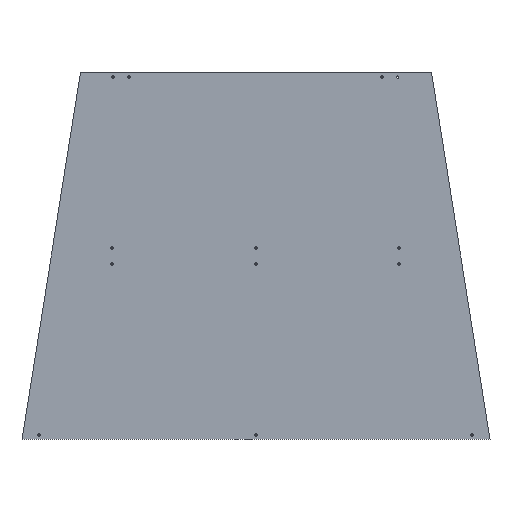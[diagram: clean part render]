
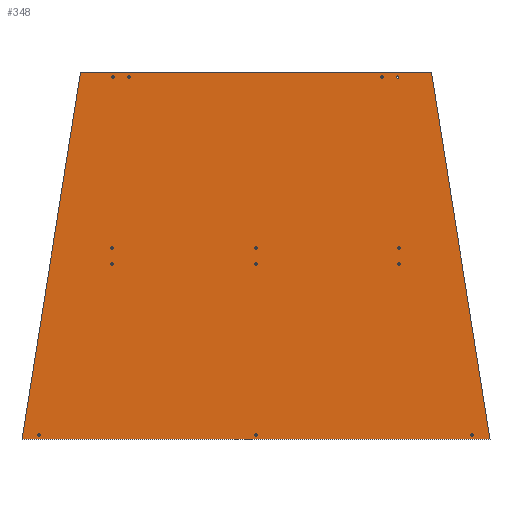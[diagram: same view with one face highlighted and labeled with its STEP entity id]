
A CAD part, left-side view. The second image highlights one B-rep face of the part: STEP entity #348.
In plain terms, the highlighted planar face has unit normal (-1, 0, 0).
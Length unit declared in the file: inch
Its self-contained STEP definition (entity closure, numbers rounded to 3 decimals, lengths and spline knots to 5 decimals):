
#28=FACE_BOUND('',#113,.T.);
#29=FACE_BOUND('',#114,.T.);
#30=FACE_BOUND('',#115,.T.);
#31=FACE_BOUND('',#116,.T.);
#32=FACE_BOUND('',#117,.T.);
#33=FACE_BOUND('',#118,.T.);
#34=FACE_BOUND('',#119,.T.);
#35=FACE_BOUND('',#120,.T.);
#36=FACE_BOUND('',#121,.T.);
#37=FACE_BOUND('',#122,.T.);
#38=FACE_BOUND('',#123,.T.);
#39=FACE_BOUND('',#124,.T.);
#40=FACE_BOUND('',#125,.T.);
#67=CIRCLE('',#376,0.1325);
#68=CIRCLE('',#377,0.1325);
#69=CIRCLE('',#378,0.1325);
#70=CIRCLE('',#379,0.1325);
#71=CIRCLE('',#380,0.1325);
#72=CIRCLE('',#381,0.1325);
#73=CIRCLE('',#382,0.1325);
#74=CIRCLE('',#383,0.1325);
#75=CIRCLE('',#384,0.1325);
#76=CIRCLE('',#385,0.1325);
#77=CIRCLE('',#386,0.1325);
#78=CIRCLE('',#387,0.1325);
#79=CIRCLE('',#388,0.1325);
#93=FACE_OUTER_BOUND('',#112,.T.);
#112=EDGE_LOOP('',(#266,#267,#268,#269));
#113=EDGE_LOOP('',(#270));
#114=EDGE_LOOP('',(#271));
#115=EDGE_LOOP('',(#272));
#116=EDGE_LOOP('',(#273));
#117=EDGE_LOOP('',(#274));
#118=EDGE_LOOP('',(#275));
#119=EDGE_LOOP('',(#276));
#120=EDGE_LOOP('',(#277));
#121=EDGE_LOOP('',(#278));
#122=EDGE_LOOP('',(#279));
#123=EDGE_LOOP('',(#280));
#124=EDGE_LOOP('',(#281));
#125=EDGE_LOOP('',(#282));
#170=LINE('',#528,#182);
#171=LINE('',#530,#183);
#172=LINE('',#532,#184);
#173=LINE('',#533,#185);
#182=VECTOR('',#424,41.26515);
#183=VECTOR('',#425,52.);
#184=VECTOR('',#426,41.26515);
#185=VECTOR('',#427,39.);
#194=VERTEX_POINT('',#526);
#195=VERTEX_POINT('',#527);
#196=VERTEX_POINT('',#529);
#197=VERTEX_POINT('',#531);
#198=VERTEX_POINT('',#534);
#199=VERTEX_POINT('',#536);
#200=VERTEX_POINT('',#538);
#201=VERTEX_POINT('',#540);
#202=VERTEX_POINT('',#542);
#203=VERTEX_POINT('',#544);
#204=VERTEX_POINT('',#546);
#205=VERTEX_POINT('',#548);
#206=VERTEX_POINT('',#550);
#207=VERTEX_POINT('',#552);
#208=VERTEX_POINT('',#554);
#209=VERTEX_POINT('',#556);
#210=VERTEX_POINT('',#558);
#228=EDGE_CURVE('',#194,#195,#170,.T.);
#229=EDGE_CURVE('',#194,#196,#171,.T.);
#230=EDGE_CURVE('',#197,#196,#172,.T.);
#231=EDGE_CURVE('',#197,#195,#173,.T.);
#232=EDGE_CURVE('',#198,#198,#67,.T.);
#233=EDGE_CURVE('',#199,#199,#68,.T.);
#234=EDGE_CURVE('',#200,#200,#69,.T.);
#235=EDGE_CURVE('',#201,#201,#70,.T.);
#236=EDGE_CURVE('',#202,#202,#71,.T.);
#237=EDGE_CURVE('',#203,#203,#72,.T.);
#238=EDGE_CURVE('',#204,#204,#73,.T.);
#239=EDGE_CURVE('',#205,#205,#74,.T.);
#240=EDGE_CURVE('',#206,#206,#75,.T.);
#241=EDGE_CURVE('',#207,#207,#76,.T.);
#242=EDGE_CURVE('',#208,#208,#77,.T.);
#243=EDGE_CURVE('',#209,#209,#78,.T.);
#244=EDGE_CURVE('',#210,#210,#79,.T.);
#266=ORIENTED_EDGE('',*,*,#228,.F.);
#267=ORIENTED_EDGE('',*,*,#229,.T.);
#268=ORIENTED_EDGE('',*,*,#230,.F.);
#269=ORIENTED_EDGE('',*,*,#231,.T.);
#270=ORIENTED_EDGE('',*,*,#232,.F.);
#271=ORIENTED_EDGE('',*,*,#233,.F.);
#272=ORIENTED_EDGE('',*,*,#234,.F.);
#273=ORIENTED_EDGE('',*,*,#235,.F.);
#274=ORIENTED_EDGE('',*,*,#236,.F.);
#275=ORIENTED_EDGE('',*,*,#237,.F.);
#276=ORIENTED_EDGE('',*,*,#238,.F.);
#277=ORIENTED_EDGE('',*,*,#239,.F.);
#278=ORIENTED_EDGE('',*,*,#240,.F.);
#279=ORIENTED_EDGE('',*,*,#241,.F.);
#280=ORIENTED_EDGE('',*,*,#242,.F.);
#281=ORIENTED_EDGE('',*,*,#243,.F.);
#282=ORIENTED_EDGE('',*,*,#244,.F.);
#342=PLANE('',#375);
#348=ADVANCED_FACE('',(#93,#28,#29,#30,#31,#32,#33,#34,#35,#36,#37,#38,
#39,#40),#342,.F.);
#375=AXIS2_PLACEMENT_3D('',#525,#422,#423);
#376=AXIS2_PLACEMENT_3D('',#535,#428,#429);
#377=AXIS2_PLACEMENT_3D('',#537,#430,#431);
#378=AXIS2_PLACEMENT_3D('',#539,#432,#433);
#379=AXIS2_PLACEMENT_3D('',#541,#434,#435);
#380=AXIS2_PLACEMENT_3D('',#543,#436,#437);
#381=AXIS2_PLACEMENT_3D('',#545,#438,#439);
#382=AXIS2_PLACEMENT_3D('',#547,#440,#441);
#383=AXIS2_PLACEMENT_3D('',#549,#442,#443);
#384=AXIS2_PLACEMENT_3D('',#551,#444,#445);
#385=AXIS2_PLACEMENT_3D('',#553,#446,#447);
#386=AXIS2_PLACEMENT_3D('',#555,#448,#449);
#387=AXIS2_PLACEMENT_3D('',#557,#450,#451);
#388=AXIS2_PLACEMENT_3D('',#559,#452,#453);
#422=DIRECTION('center_axis',(1.,0.,0.));
#423=DIRECTION('ref_axis',(0.,-1.,0.));
#424=DIRECTION('',(0.,-0.158,0.988));
#425=DIRECTION('',(0.,-1.,0.));
#426=DIRECTION('',(0.,-0.158,-0.988));
#427=DIRECTION('',(0.,1.,0.));
#428=DIRECTION('center_axis',(-1.,0.,0.));
#429=DIRECTION('ref_axis',(0.,1.,0.));
#430=DIRECTION('center_axis',(-1.,0.,0.));
#431=DIRECTION('ref_axis',(0.,1.,0.));
#432=DIRECTION('center_axis',(-1.,0.,0.));
#433=DIRECTION('ref_axis',(0.,1.,0.));
#434=DIRECTION('center_axis',(-1.,0.,0.));
#435=DIRECTION('ref_axis',(0.,1.,0.));
#436=DIRECTION('center_axis',(-1.,0.,0.));
#437=DIRECTION('ref_axis',(0.,1.,0.));
#438=DIRECTION('center_axis',(-1.,0.,0.));
#439=DIRECTION('ref_axis',(0.,1.,0.));
#440=DIRECTION('center_axis',(-1.,0.,0.));
#441=DIRECTION('ref_axis',(0.,1.,0.));
#442=DIRECTION('center_axis',(-1.,0.,0.));
#443=DIRECTION('ref_axis',(0.,1.,0.));
#444=DIRECTION('center_axis',(-1.,0.,0.));
#445=DIRECTION('ref_axis',(0.,1.,0.));
#446=DIRECTION('center_axis',(-1.,0.,0.));
#447=DIRECTION('ref_axis',(0.,1.,0.));
#448=DIRECTION('center_axis',(-1.,0.,0.));
#449=DIRECTION('ref_axis',(0.,1.,0.));
#450=DIRECTION('center_axis',(-1.,0.,0.));
#451=DIRECTION('ref_axis',(0.,1.,0.));
#452=DIRECTION('center_axis',(-1.,0.,0.));
#453=DIRECTION('ref_axis',(0.,1.,0.));
#525=CARTESIAN_POINT('Origin',(0.,0.,0.));
#526=CARTESIAN_POINT('',(0.,26.,0.));
#527=CARTESIAN_POINT('',(0.,19.5,40.75));
#528=CARTESIAN_POINT('',(0.,26.,0.));
#529=CARTESIAN_POINT('',(0.,-26.,0.));
#530=CARTESIAN_POINT('',(0.,26.,0.));
#531=CARTESIAN_POINT('',(0.,-19.5,40.75));
#532=CARTESIAN_POINT('',(0.,-19.5,40.75));
#533=CARTESIAN_POINT('',(0.,-19.5,40.75));
#534=CARTESIAN_POINT('',(0.,24.2575,0.5));
#535=CARTESIAN_POINT('Origin',(0.,24.125,0.5));
#536=CARTESIAN_POINT('',(0.,0.1325,0.5));
#537=CARTESIAN_POINT('Origin',(0.,0.,0.5));
#538=CARTESIAN_POINT('',(0.,-23.8675,0.5));
#539=CARTESIAN_POINT('Origin',(0.,-24.,0.5));
#540=CARTESIAN_POINT('',(0.,16.1325,19.5));
#541=CARTESIAN_POINT('Origin',(0.,16.,19.5));
#542=CARTESIAN_POINT('',(0.,16.1325,21.25));
#543=CARTESIAN_POINT('Origin',(0.,16.,21.25));
#544=CARTESIAN_POINT('',(0.,0.1325,19.5));
#545=CARTESIAN_POINT('Origin',(0.,0.,19.5));
#546=CARTESIAN_POINT('',(0.,0.1325,21.25));
#547=CARTESIAN_POINT('Origin',(0.,0.,21.25));
#548=CARTESIAN_POINT('',(0.,-15.7425,19.5));
#549=CARTESIAN_POINT('Origin',(0.,-15.875,19.5));
#550=CARTESIAN_POINT('',(0.,-15.7425,21.25));
#551=CARTESIAN_POINT('Origin',(0.,-15.875,21.25));
#552=CARTESIAN_POINT('',(0.,16.0075,40.25));
#553=CARTESIAN_POINT('Origin',(0.,15.875,40.25));
#554=CARTESIAN_POINT('',(0.,14.2575,40.25));
#555=CARTESIAN_POINT('Origin',(0.,14.125,40.25));
#556=CARTESIAN_POINT('',(0.,-13.8675,40.25));
#557=CARTESIAN_POINT('Origin',(0.,-14.,40.25));
#558=CARTESIAN_POINT('',(0.,-15.6175,40.25));
#559=CARTESIAN_POINT('Origin',(0.,-15.75,40.25));
